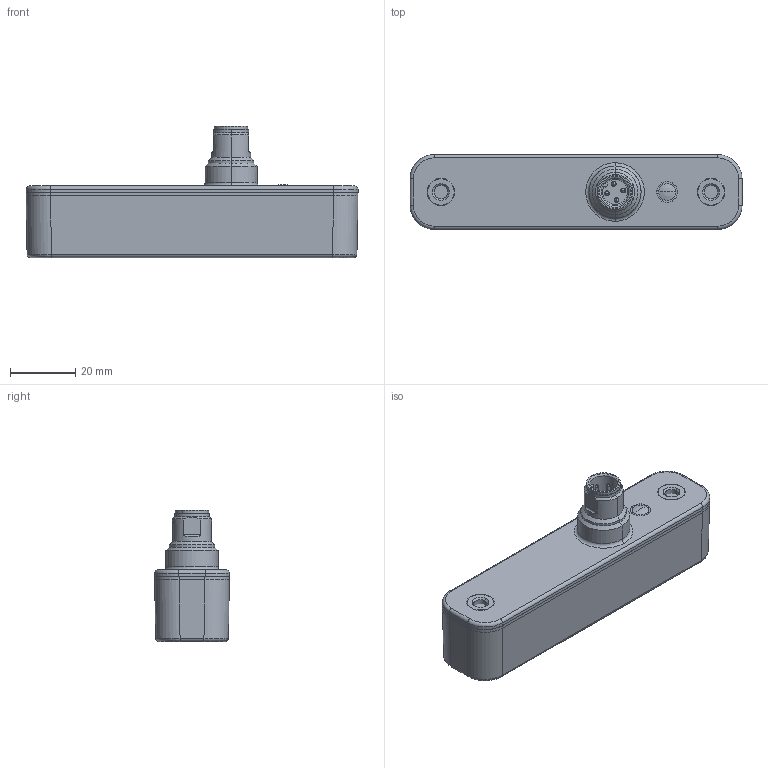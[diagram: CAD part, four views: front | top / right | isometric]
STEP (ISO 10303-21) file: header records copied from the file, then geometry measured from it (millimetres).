
FILE_DESCRIPTION((''),'2;1');
FILE_NAME('BAUGRUPPE_PMI_80_BASIS_ASM','2008-01-11T',('IndustrieHansa'),('Pepperl+Fuchs'),'PRO/ENGINEER BY PARAMETRIC TECHNOLOGY CORPORATION, 2006420','PRO/ENGINEER BY PARAMETRIC TECHNOLOGY CORPORATION, 2006420','');
FILE_SCHEMA(('AUTOMOTIVE_DESIGN_CC2 { 1 2 10303 214 -1 1 5 2 }'));
Length unit declared in the file: millimetre
Products named in the file (12): GEHAEUSE_102_1_AF0; DM_04BFR3_DECKEL_102_COMFOR_AF1; 04BFM8_1; DM_04BFR3_DECKEL_102_COMFOR_AF0_ASM; 04B921_1_AF0; DM_OLD__046635_GEN_1; DM_OLD__046638_1; DM_OLD__046635_GEN_ASM_1_ASM; 04BHX0_1; DM_04BTF6_DECKEL_102_BASIS_ASM__ASM; BAUGRUPPE_102_BASIS_ASM_1_AF0_ASM; BAUGRUPPE_PMI_80_BASIS_ASM
Assembly tree (16 placements, depth 4):
  BAUGRUPPE_PMI_80_BASIS_ASM
    BAUGRUPPE_102_BASIS_ASM_1_AF0_ASM
      GEHAEUSE_102_1_AF0
      DM_04BFR3_DECKEL_102_COMFOR_AF0_ASM
        DM_04BFR3_DECKEL_102_COMFOR_AF1
        04BFM8_1
      04B921_1_AF0
      DM_OLD__046635_GEN_ASM_1_ASM
        DM_OLD__046635_GEN_1
        DM_OLD__046638_1  x4
      DM_04BTF6_DECKEL_102_BASIS_ASM__ASM
        04BFM8_1
        04BHX0_1  x2
Bounding box: 102 x 23 x 40.3 mm (x, y, z)
Volume: 52049.4 mm3; surface area: 19969 mm2
Topology: 12 solids, 12 shells, 341 faces, 760 edges, 478 vertices
Faces by surface type: cylinder 131, plane 89, cone 80, torus 25, bspline 10, extrusion 4, sphere 2
Entity records: 9823 total; most frequent: CARTESIAN_POINT 1731, DIRECTION 1459, ORIENTED_EDGE 1138, AXIS2_PLACEMENT_3D 615, PRESENTATION_STYLE_ASSIGNMENT 589, STYLED_ITEM 589, CURVE_STYLE 582, EDGE_CURVE 569
